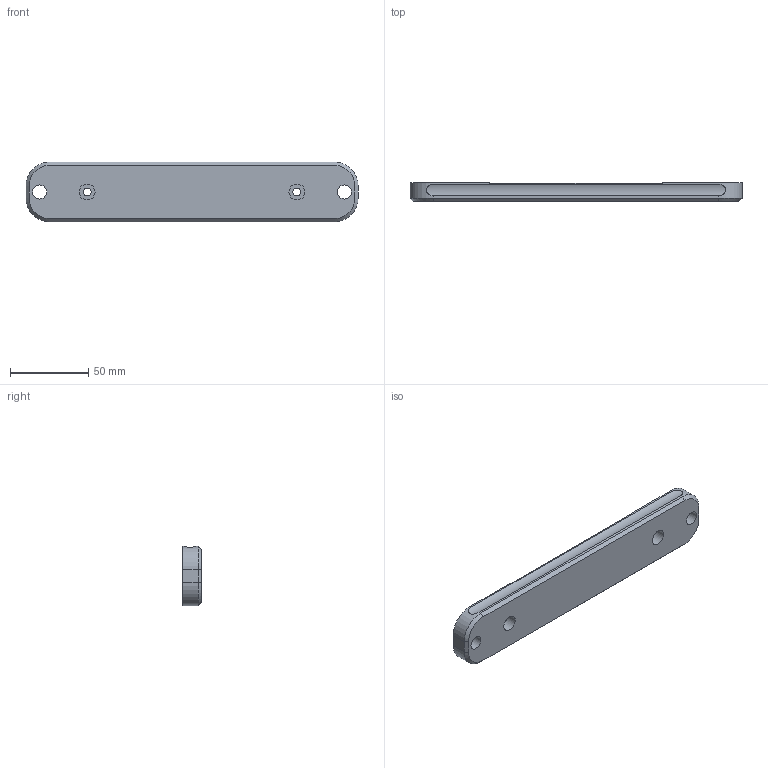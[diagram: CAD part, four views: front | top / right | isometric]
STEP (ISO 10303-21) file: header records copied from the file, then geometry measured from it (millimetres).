
FILE_DESCRIPTION(/* description */ (''),/* implementation_level */ '2;1');
FILE_NAME(/* name */ 'Top Cover.stp',/* time_stamp */ '2018-04-24T03:34:51-07:00',/* author */ ('IEUser'),/* organization */ (''),/* preprocessor_version */ 'ST-DEVELOPER v17',/* originating_system */ 'Autodesk Inventor 2019',/* authorisation */ '');
FILE_SCHEMA (('AUTOMOTIVE_DESIGN { 1 0 10303 214 3 1 1 }'));
Length unit declared in the file: millimetre
Products named in the file (1): LR Top Cover Studs End
Bounding box: 212 x 12 x 38 mm (x, y, z)
Volume: 39535.6 mm3; surface area: 26329.7 mm2
Topology: 1 solids, 1 shells, 48 faces, 120 edges, 78 vertices
Faces by surface type: plane 27, cylinder 17, cone 4
Full cylindrical faces by diameter (mm): 5.1 x2, 9 x2, 10.2 x2, 14 x2
Entity records: 1530 total; most frequent: CARTESIAN_POINT 290, DIRECTION 256, ORIENTED_EDGE 240, EDGE_CURVE 120, AXIS2_PLACEMENT_3D 89, LINE 78, VECTOR 78, VERTEX_POINT 78
